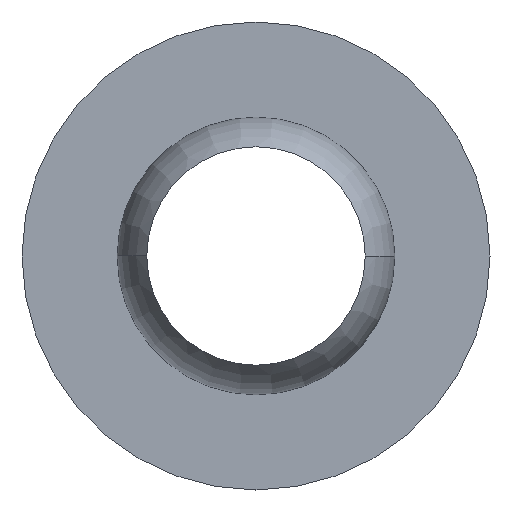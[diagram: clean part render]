
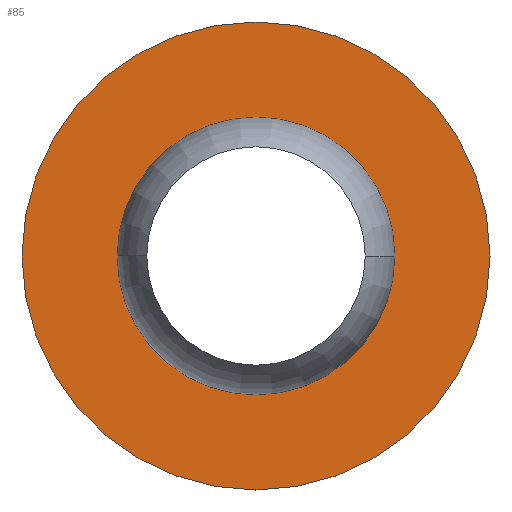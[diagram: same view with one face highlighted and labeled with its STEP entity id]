
A CAD part, front view. The second image highlights one B-rep face of the part: STEP entity #85.
In plain terms, the highlighted planar face has unit normal (0, -1, 0).
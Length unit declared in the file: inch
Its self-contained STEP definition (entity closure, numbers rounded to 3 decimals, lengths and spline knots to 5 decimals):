
#20 = VERTEX_POINT ( 'NONE', #125 ) ;
#44 = VERTEX_POINT ( 'NONE', #299 ) ;
#50 = ORIENTED_EDGE ( 'NONE', *, *, #61, .F. ) ;
#51 = ORIENTED_EDGE ( 'NONE', *, *, #78, .F. ) ;
#61 = EDGE_CURVE ( 'NONE', #44, #98, #304, .T. ) ;
#78 = EDGE_CURVE ( 'NONE', #98, #44, #371, .T. ) ;
#85 = ADVANCED_FACE ( 'NONE', ( #438, #362 ), #344, .T. ) ;
#86 = EDGE_LOOP ( 'NONE', ( #87, #89 ) ) ;
#87 = ORIENTED_EDGE ( 'NONE', *, *, #101, .T. ) ;
#89 = ORIENTED_EDGE ( 'NONE', *, *, #90, .T. ) ;
#90 = EDGE_CURVE ( 'NONE', #20, #99, #414, .T. ) ;
#91 = EDGE_LOOP ( 'NONE', ( #50, #51 ) ) ;
#98 = VERTEX_POINT ( 'NONE', #401 ) ;
#99 = VERTEX_POINT ( 'NONE', #400 ) ;
#101 = EDGE_CURVE ( 'NONE', #99, #20, #399, .T. ) ;
#125 = CARTESIAN_POINT ( 'NONE',  ( -0.075, 0.125, 0. ) ) ;
#274 = DIRECTION ( 'NONE',  ( 1., 0., 0. ) ) ;
#275 = DIRECTION ( 'NONE',  ( 0., -1., 0. ) ) ;
#276 = CARTESIAN_POINT ( 'NONE',  ( 0., 0.125, 0. ) ) ;
#299 = CARTESIAN_POINT ( 'NONE',  ( 0.0445, 0.125, 0. ) ) ;
#303 = AXIS2_PLACEMENT_3D ( 'NONE', #276, #275, #274 ) ;
#304 = CIRCLE ( 'NONE', #303, 0.0445 ) ;
#340 = DIRECTION ( 'NONE',  ( 1., 0., 0. ) ) ;
#341 = DIRECTION ( 'NONE',  ( 0., -1., 0. ) ) ;
#342 = CARTESIAN_POINT ( 'NONE',  ( 0.0445, 0.125, 0. ) ) ;
#343 = AXIS2_PLACEMENT_3D ( 'NONE', #342, #341, #340 ) ;
#344 = PLANE ( 'NONE',  #343 ) ;
#362 = FACE_BOUND ( 'NONE', #91, .T. ) ;
#368 = DIRECTION ( 'NONE',  ( 0., -1., 0. ) ) ;
#369 = CARTESIAN_POINT ( 'NONE',  ( 0., 0.125, 0. ) ) ;
#370 = AXIS2_PLACEMENT_3D ( 'NONE', #369, #368, #433 ) ;
#371 = CIRCLE ( 'NONE', #370, 0.0445 ) ;
#395 = DIRECTION ( 'NONE',  ( 1., 0., 0. ) ) ;
#396 = DIRECTION ( 'NONE',  ( 0., -1., 0. ) ) ;
#397 = CARTESIAN_POINT ( 'NONE',  ( 0., 0.125, 0. ) ) ;
#398 = AXIS2_PLACEMENT_3D ( 'NONE', #397, #396, #395 ) ;
#399 = CIRCLE ( 'NONE', #398, 0.075 ) ;
#400 = CARTESIAN_POINT ( 'NONE',  ( 0.075, 0.125, 0. ) ) ;
#401 = CARTESIAN_POINT ( 'NONE',  ( -0.0445, 0.125, 0. ) ) ;
#410 = DIRECTION ( 'NONE',  ( 1., 0., 0. ) ) ;
#411 = DIRECTION ( 'NONE',  ( 0., -1., 0. ) ) ;
#412 = CARTESIAN_POINT ( 'NONE',  ( 0., 0.125, 0. ) ) ;
#413 = AXIS2_PLACEMENT_3D ( 'NONE', #412, #411, #410 ) ;
#414 = CIRCLE ( 'NONE', #413, 0.075 ) ;
#433 = DIRECTION ( 'NONE',  ( 1., 0., 0. ) ) ;
#438 = FACE_OUTER_BOUND ( 'NONE', #86, .T. ) ;
